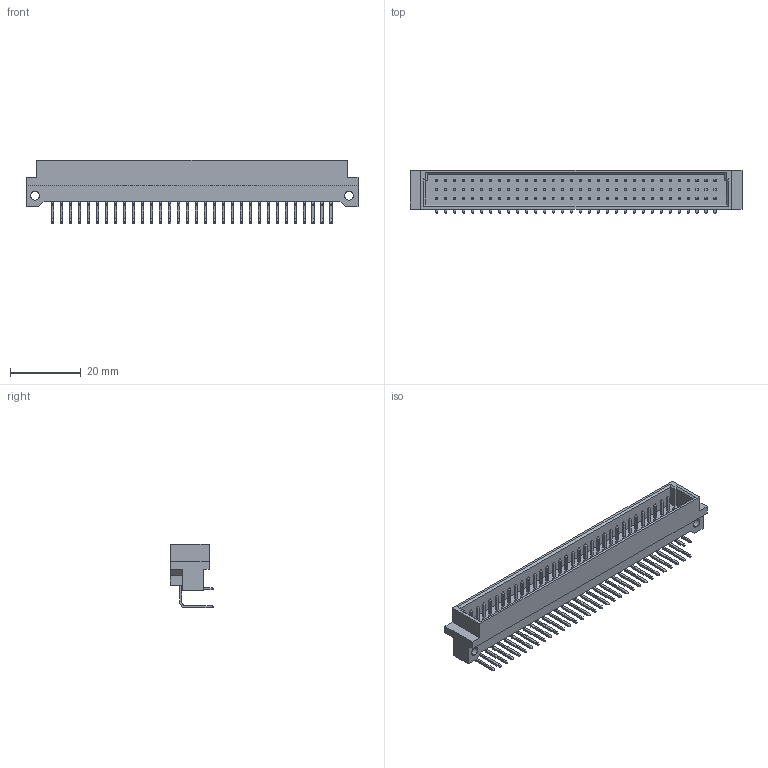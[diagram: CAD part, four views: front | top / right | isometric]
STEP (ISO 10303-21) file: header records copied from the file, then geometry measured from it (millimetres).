
FILE_DESCRIPTION (( 'STEP AP214' ), '1' );
FILE_NAME ('495-064-360-612.STEP', '2020-08-12T16:42:16', ( '' ), ( '' ), 'SwSTEP 2.0', 'SolidWorks 2020', '' );
FILE_SCHEMA (( 'AUTOMOTIVE_DESIGN' ));
Length unit declared in the file: millimetre
Products named in the file (4): 495-290-3; 495 Part_96; 495-064-360-612; 495-290-1
Assembly tree (65 placements, depth 2):
  495-064-360-612
    495 Part_96
    495-290-1  x32
    495-290-3  x32
Bounding box: 94 x 12.27 x 18.05 mm (x, y, z)
Volume: 6390.9 mm3; surface area: 9910 mm2
Topology: 65 solids, 65 shells, 1585 faces, 3840 edges, 2386 vertices
Faces by surface type: plane 1453, cylinder 132
Entity records: 16144 total; most frequent: CARTESIAN_POINT 2795, ORIENTED_EDGE 2720, DIRECTION 2450, EDGE_CURVE 1360, LINE 1344, VECTOR 1344, VERTEX_POINT 898, EDGE_LOOP 666
